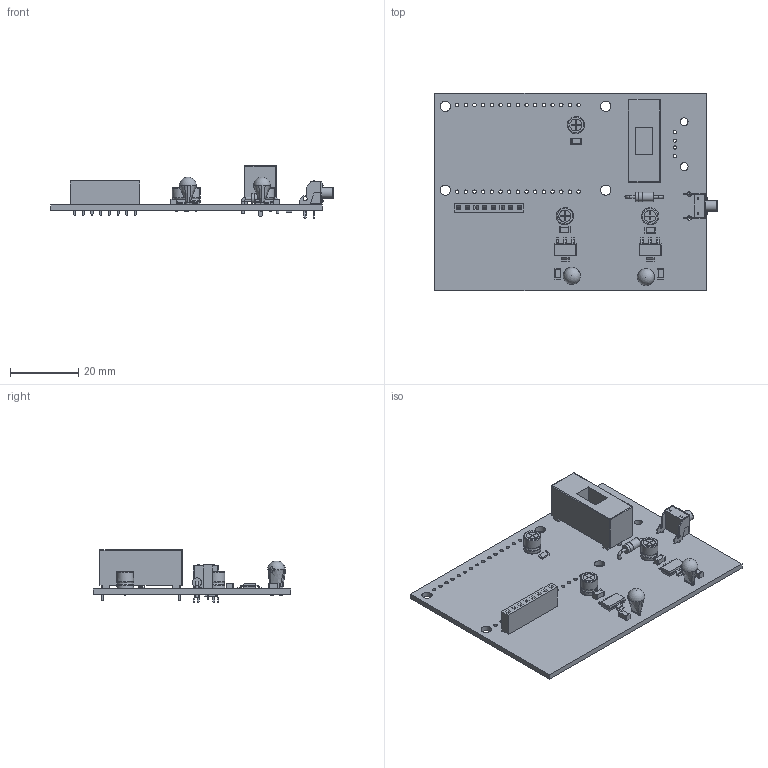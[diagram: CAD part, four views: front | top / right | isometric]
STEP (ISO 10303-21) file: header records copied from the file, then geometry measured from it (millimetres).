
FILE_DESCRIPTION(('KiCad electronic assembly'),'2;1');
FILE_NAME('PCB_Oximetro.step','2023-09-05T17:32:28',('Pcbnew'),('Kicad') ,'Open CASCADE STEP processor 7.6','KiCad to STEP converter','Unknown' );
FILE_SCHEMA(('AUTOMOTIVE_DESIGN { 1 0 10303 214 1 1 1 1 }'));
Length unit declared in the file: millimetre
Products named in the file (20): PCB_Oximetro 1; Fuseholder_Cylinder-5x20mm_Stelvio-Kontek_PTF78_Horizontal_Open; SOLID; CP_Radial_D5.0mm_P2.50mm; PinSocket_1x08_P2.54mm_Vertical; SOT-223; CP_Radial_Tantal_D5.0mm_P2.50mm; C_1206_3216Metric; R_1206_3216Metric; D_DO-41_SOD81_P10.16mm_Horizontal; SW_Tactile_SPST_Angled_PTS645Vx58-2LFS; PCB
Assembly tree (27 placements, depth 3):
  PCB_Oximetro 1
    Fuseholder_Cylinder-5x20mm_Stelvio-Kontek_PTF78_Horizontal_Open
      SOLID
    CP_Radial_D5.0mm_P2.50mm  x3
      SOLID
    PinSocket_1x08_P2.54mm_Vertical
      SOLID
    SOT-223  x2
      SOLID
    CP_Radial_Tantal_D5.0mm_P2.50mm  x2
      SOLID
    C_1206_3216Metric  x4
      SOLID
    R_1206_3216Metric  x2
      SOLID
    D_DO-41_SOD81_P10.16mm_Horizontal
      SOLID
    SW_Tactile_SPST_Angled_PTS645Vx58-2LFS
      SOLID
    PCB
Bounding box: 82.7 x 57.9 x 15.49 mm (x, y, z)
Volume: 10459.3 mm3; surface area: 13319.5 mm2
Topology: 18 solids, 21 shells, 1121 faces, 2892 edges, 1871 vertices
Faces by surface type: plane 719, cylinder 296, bspline 64, revolution 15, sphere 14, torus 13
Full cylindrical faces by diameter (mm): 0.5 x10, 0.8 x18, 0.95 x4, 0.99 x2, 1 x12, 1.02 x30, 1.1 x2, 1.2 x2, 1.3 x2, 1.5 x2, 2.3 x2, 2.7 x2, 2.72 x1, 3 x4, 3.14 x1, 3.5 x1
Entity records: 65048 total; most frequent: CARTESIAN_POINT 19735, DIRECTION 7369, LINE 4847, VECTOR 4847, ORIENTED_EDGE 3990, PCURVE 3990, DEFINITIONAL_REPRESENTATION 3990, EDGE_CURVE 1995
